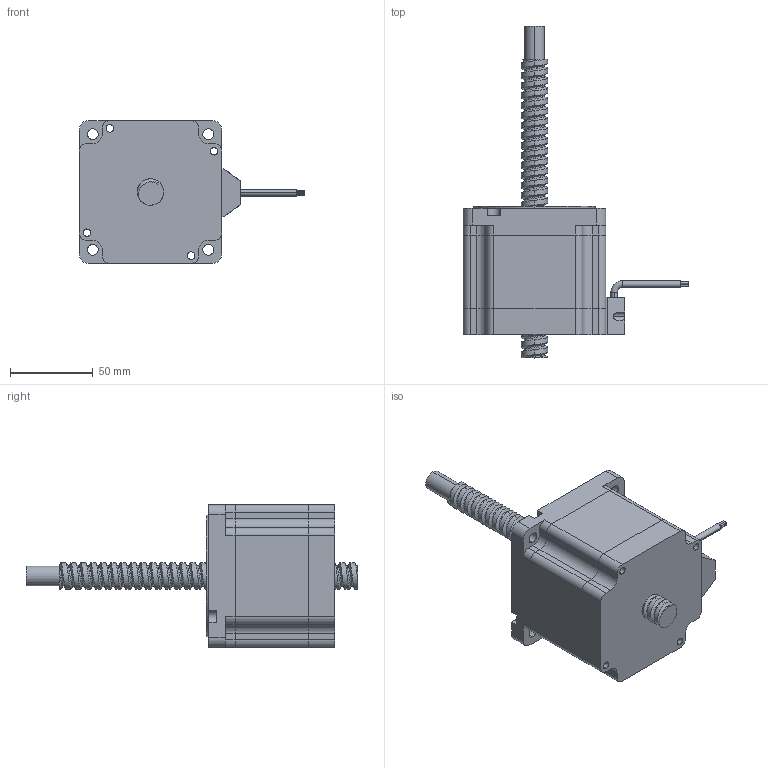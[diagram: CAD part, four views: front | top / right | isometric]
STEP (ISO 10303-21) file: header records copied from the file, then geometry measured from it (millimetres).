
FILE_DESCRIPTION (( 'STEP AP214' ), '1' );
FILE_NAME ('86N276-S5.08-6004-L200-XXX.STEP', '2023-06-30T08:58:55', ( 'MM' ), ( 'Microsoft' ), 'SwSTEP 2.0', 'SolidWorks 2020', '' );
FILE_SCHEMA (( 'AUTOMOTIVE_DESIGN' ));
Length unit declared in the file: millimetre
Products named in the file (1): 86N276-S5.08-6004-L200-XXX
Bounding box: 136 x 200 x 86 mm (x, y, z)
Volume: 533431.2 mm3; surface area: 63794 mm2
Topology: 2 solids, 2 shells, 254 faces, 691 edges, 453 vertices
Faces by surface type: cylinder 146, plane 89, torus 10, cone 5, bspline 4
Entity records: 25488 total; most frequent: CARTESIAN_POINT 17808, ORIENTED_EDGE 1382, DIRECTION 1356, EDGE_CURVE 691, AXIS2_PLACEMENT_3D 501, VERTEX_POINT 453, VECTOR 354, LINE 354
